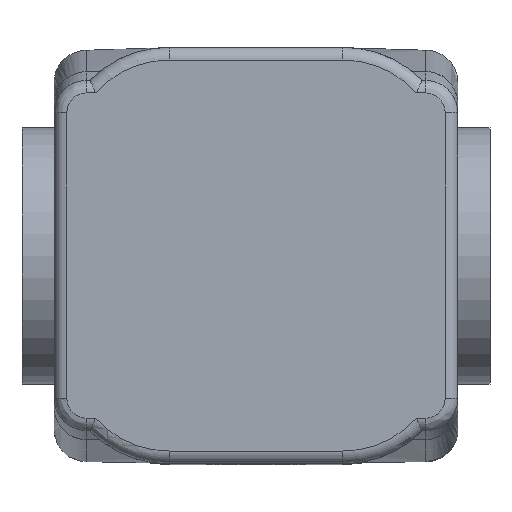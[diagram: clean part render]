
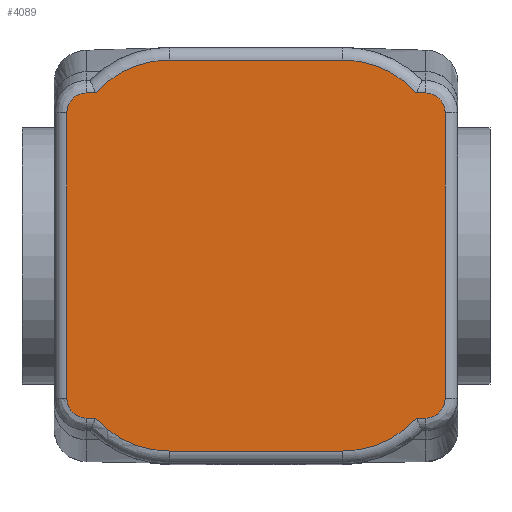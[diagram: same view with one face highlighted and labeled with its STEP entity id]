
A CAD part, top view. The second image highlights one B-rep face of the part: STEP entity #4089.
In plain terms, the highlighted planar face has unit normal (0, 0, 1).
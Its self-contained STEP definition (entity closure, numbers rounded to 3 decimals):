
#3099=CARTESIAN_POINT('',(26.5,-25.359,40.0));
#3100=VERTEX_POINT('',#3099);
#3108=CARTESIAN_POINT('',(25.03,-25.359,40.0));
#3109=VERTEX_POINT('',#3108);
#3110=CARTESIAN_POINT('',(26.5,-25.359,40.0));
#3111=DIRECTION('',(-1.0,0.0,0.0));
#3112=VECTOR('',#3111,1.47);
#3113=LINE('',#3110,#3112);
#3114=EDGE_CURVE('',#3100,#3109,#3113,.T.);
#3179=CARTESIAN_POINT('',(29.5,-22.244,40.0));
#3180=VERTEX_POINT('',#3179);
#3188=CARTESIAN_POINT('',(29.5,-22.244,40.0));
#3189=CARTESIAN_POINT('',(29.5,-23.155,40.0));
#3190=CARTESIAN_POINT('',(28.788,-24.752,40.));
#3191=CARTESIAN_POINT('',(27.183,-25.359,40.0));
#3192=CARTESIAN_POINT('',(26.5,-25.359,40.0));
#3193=B_SPLINE_CURVE_WITH_KNOTS('',3,(#3188,#3189,#3190,#3191,#3192),.UNSPECIFIED.,.F.,.U.,(4,1,4),(0.0,0.273,0.478),.UNSPECIFIED.);
#3194=EDGE_CURVE('',#3180,#3100,#3193,.T.);
#3204=CARTESIAN_POINT('',(29.5,22.244,40.0));
#3205=VERTEX_POINT('',#3204);
#3213=CARTESIAN_POINT('',(29.5,22.244,40.0));
#3214=DIRECTION('',(0.0,-1.0,0.0));
#3215=VECTOR('',#3214,44.488);
#3216=LINE('',#3213,#3215);
#3217=EDGE_CURVE('',#3205,#3180,#3216,.T.);
#3257=CARTESIAN_POINT('',(26.5,25.359,40.0));
#3258=VERTEX_POINT('',#3257);
#3266=CARTESIAN_POINT('',(26.5,25.359,40.0));
#3267=CARTESIAN_POINT('',(27.182,25.359,40.0));
#3268=CARTESIAN_POINT('',(28.784,24.758,40.));
#3269=CARTESIAN_POINT('',(29.5,23.153,40.0));
#3270=CARTESIAN_POINT('',(29.5,22.244,40.0));
#3271=B_SPLINE_CURVE_WITH_KNOTS('',3,(#3266,#3267,#3268,#3269,#3270),.UNSPECIFIED.,.F.,.U.,(4,1,4),(0.0,0.205,0.477),.UNSPECIFIED.);
#3272=EDGE_CURVE('',#3258,#3205,#3271,.T.);
#3282=CARTESIAN_POINT('',(25.03,25.359,40.0));
#3283=VERTEX_POINT('',#3282);
#3284=CARTESIAN_POINT('',(25.03,25.359,40.0));
#3285=DIRECTION('',(1.0,0.0,0.0));
#3286=VECTOR('',#3285,1.47);
#3287=LINE('',#3284,#3286);
#3288=EDGE_CURVE('',#3283,#3258,#3287,.T.);
#3322=CARTESIAN_POINT('',(13.5,-30.5,40.0));
#3323=VERTEX_POINT('',#3322);
#3352=CARTESIAN_POINT('',(13.5,-15.0,40.0));
#3353=DIRECTION('',(0.0,0.0,-1.0));
#3354=DIRECTION('',(0.401,-0.916,0.0));
#3355=AXIS2_PLACEMENT_3D('',#3352,#3353,#3354);
#3356=CIRCLE('',#3355,15.5);
#3357=EDGE_CURVE('',#3109,#3323,#3356,.T.);
#3367=CARTESIAN_POINT('',(-13.5,-30.5,40.0));
#3368=VERTEX_POINT('',#3367);
#3385=CARTESIAN_POINT('',(13.5,-30.5,40.0));
#3386=DIRECTION('',(-1.0,0.0,0.0));
#3387=VECTOR('',#3386,27.0);
#3388=LINE('',#3385,#3387);
#3389=EDGE_CURVE('',#3323,#3368,#3388,.T.);
#3409=CARTESIAN_POINT('',(-25.03,-25.359,40.0));
#3410=VERTEX_POINT('',#3409);
#3411=CARTESIAN_POINT('',(-13.5,-15.0,40.0));
#3412=DIRECTION('',(0.0,0.0,-1.));
#3413=DIRECTION('',(-0.401,-0.916,0.0));
#3414=AXIS2_PLACEMENT_3D('',#3411,#3412,#3413);
#3415=CIRCLE('',#3414,15.5);
#3416=EDGE_CURVE('',#3368,#3410,#3415,.T.);
#3452=CARTESIAN_POINT('',(-26.5,25.359,40.0));
#3453=VERTEX_POINT('',#3452);
#3461=CARTESIAN_POINT('',(-25.03,25.359,40.0));
#3462=VERTEX_POINT('',#3461);
#3463=CARTESIAN_POINT('',(-26.5,25.359,40.0));
#3464=DIRECTION('',(1.0,0.0,0.0));
#3465=VECTOR('',#3464,1.47);
#3466=LINE('',#3463,#3465);
#3467=EDGE_CURVE('',#3453,#3462,#3466,.T.);
#3500=CARTESIAN_POINT('',(13.5,30.5,40.0));
#3501=VERTEX_POINT('',#3500);
#3519=CARTESIAN_POINT('',(-13.5,30.5,40.0));
#3520=VERTEX_POINT('',#3519);
#3528=CARTESIAN_POINT('',(-13.5,30.5,40.0));
#3529=DIRECTION('',(1.0,0.0,0.0));
#3530=VECTOR('',#3529,27.0);
#3531=LINE('',#3528,#3530);
#3532=EDGE_CURVE('',#3520,#3501,#3531,.T.);
#3542=CARTESIAN_POINT('',(-13.5,15.0,40.0));
#3543=DIRECTION('',(0.0,0.0,-1.));
#3544=DIRECTION('',(-0.401,0.916,0.0));
#3545=AXIS2_PLACEMENT_3D('',#3542,#3543,#3544);
#3546=CIRCLE('',#3545,15.5);
#3547=EDGE_CURVE('',#3462,#3520,#3546,.T.);
#3615=CARTESIAN_POINT('',(-29.5,22.244,40.0));
#3616=VERTEX_POINT('',#3615);
#3624=CARTESIAN_POINT('',(-29.5,22.244,40.0));
#3625=CARTESIAN_POINT('',(-29.5,22.927,40.0));
#3626=CARTESIAN_POINT('',(-29.127,24.069,40.));
#3627=CARTESIAN_POINT('',(-27.871,25.136,40.));
#3628=CARTESIAN_POINT('',(-26.955,25.359,40.0));
#3629=CARTESIAN_POINT('',(-26.5,25.359,40.0));
#3630=B_SPLINE_CURVE_WITH_KNOTS('',3,(#3624,#3625,#3626,#3627,#3628,#3629),.UNSPECIFIED.,.F.,.U.,(4,1,1,4),(0.0,0.205,0.341,0.478),.UNSPECIFIED.);
#3631=EDGE_CURVE('',#3616,#3453,#3630,.T.);
#3641=CARTESIAN_POINT('',(-29.5,-22.244,40.0));
#3642=VERTEX_POINT('',#3641);
#3650=CARTESIAN_POINT('',(-29.5,-22.244,40.0));
#3651=DIRECTION('',(0.0,1.0,0.0));
#3652=VECTOR('',#3651,44.488);
#3653=LINE('',#3650,#3652);
#3654=EDGE_CURVE('',#3642,#3616,#3653,.T.);
#3694=CARTESIAN_POINT('',(-26.5,-25.359,40.0));
#3695=VERTEX_POINT('',#3694);
#3703=CARTESIAN_POINT('',(-26.5,-25.359,40.0));
#3704=CARTESIAN_POINT('',(-27.182,-25.359,40.0));
#3705=CARTESIAN_POINT('',(-28.784,-24.758,40.));
#3706=CARTESIAN_POINT('',(-29.5,-23.153,40.0));
#3707=CARTESIAN_POINT('',(-29.5,-22.244,40.0));
#3708=B_SPLINE_CURVE_WITH_KNOTS('',3,(#3703,#3704,#3705,#3706,#3707),.UNSPECIFIED.,.F.,.U.,(4,1,4),(0.0,0.205,0.477),.UNSPECIFIED.);
#3709=EDGE_CURVE('',#3695,#3642,#3708,.T.);
#3719=CARTESIAN_POINT('',(-25.03,-25.359,40.0));
#3720=DIRECTION('',(-1.0,0.0,0.0));
#3721=VECTOR('',#3720,1.47);
#3722=LINE('',#3719,#3721);
#3723=EDGE_CURVE('',#3410,#3695,#3722,.T.);
#3751=CARTESIAN_POINT('',(13.5,15.0,40.0));
#3752=DIRECTION('',(0.0,0.0,-1.0));
#3753=DIRECTION('',(0.401,0.916,0.0));
#3754=AXIS2_PLACEMENT_3D('',#3751,#3752,#3753);
#3755=CIRCLE('',#3754,15.5);
#3756=EDGE_CURVE('',#3501,#3283,#3755,.T.);
#4066=CARTESIAN_POINT('',(0.,0.,40.0));
#4067=DIRECTION('',(0.0,0.0,1.0));
#4068=DIRECTION('',(1.0,0.0,0.0));
#4069=AXIS2_PLACEMENT_3D('',#4066,#4067,#4068);
#4070=PLANE('',#4069);
#4071=ORIENTED_EDGE('',*,*,#3532,.F.);
#4072=ORIENTED_EDGE('',*,*,#3547,.F.);
#4073=ORIENTED_EDGE('',*,*,#3467,.F.);
#4074=ORIENTED_EDGE('',*,*,#3631,.F.);
#4075=ORIENTED_EDGE('',*,*,#3654,.F.);
#4076=ORIENTED_EDGE('',*,*,#3709,.F.);
#4077=ORIENTED_EDGE('',*,*,#3723,.F.);
#4078=ORIENTED_EDGE('',*,*,#3416,.F.);
#4079=ORIENTED_EDGE('',*,*,#3389,.F.);
#4080=ORIENTED_EDGE('',*,*,#3357,.F.);
#4081=ORIENTED_EDGE('',*,*,#3114,.F.);
#4082=ORIENTED_EDGE('',*,*,#3194,.F.);
#4083=ORIENTED_EDGE('',*,*,#3217,.F.);
#4084=ORIENTED_EDGE('',*,*,#3272,.F.);
#4085=ORIENTED_EDGE('',*,*,#3288,.F.);
#4086=ORIENTED_EDGE('',*,*,#3756,.F.);
#4087=EDGE_LOOP('',(#4071,#4072,#4073,#4074,#4075,#4076,#4077,#4078,#4079,#4080,#4081,#4082,#4083,#4084,#4085,#4086));
#4088=FACE_OUTER_BOUND('',#4087,.T.);
#4089=ADVANCED_FACE('',(#4088),#4070,.T.);
